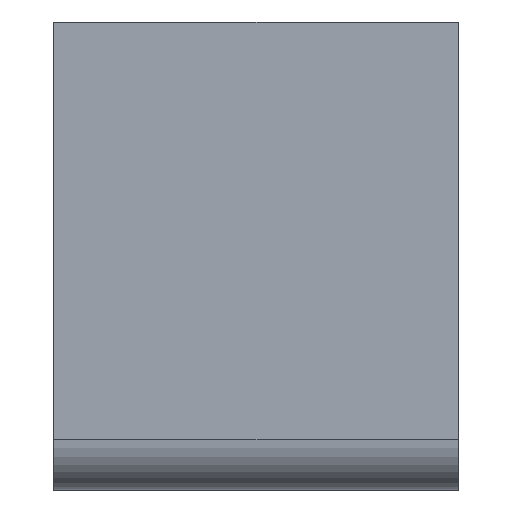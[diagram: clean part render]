
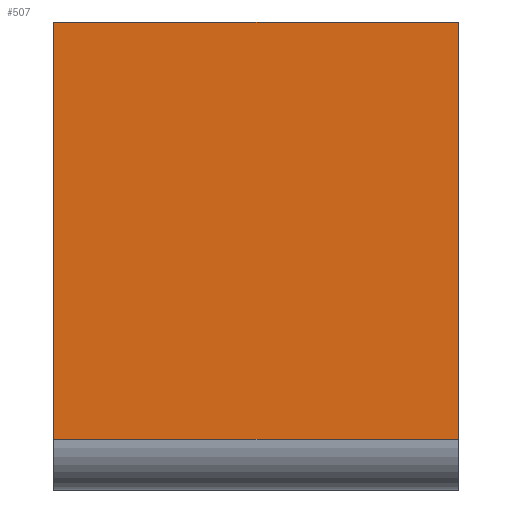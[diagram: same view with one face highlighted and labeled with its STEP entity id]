
A CAD part, left-side view. The second image highlights one B-rep face of the part: STEP entity #507.
In plain terms, the highlighted planar face has unit normal (-1, 0, 0).
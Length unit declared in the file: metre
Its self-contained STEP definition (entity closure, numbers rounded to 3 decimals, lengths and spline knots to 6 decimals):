
#131=ORIENTED_EDGE('',*,*,#242,.F.);
#132=ORIENTED_EDGE('',*,*,#257,.T.);
#133=ORIENTED_EDGE('',*,*,#236,.T.);
#134=ORIENTED_EDGE('',*,*,#258,.F.);
#236=EDGE_CURVE('',#304,#303,#347,.T.);
#242=EDGE_CURVE('',#308,#309,#350,.T.);
#257=EDGE_CURVE('',#308,#304,#360,.T.);
#258=EDGE_CURVE('',#309,#303,#361,.T.);
#303=VERTEX_POINT('',#896);
#304=VERTEX_POINT('',#898);
#308=VERTEX_POINT('',#908);
#309=VERTEX_POINT('',#910);
#347=LINE('',#897,#400);
#350=LINE('',#909,#403);
#360=LINE('',#937,#413);
#361=LINE('',#938,#414);
#400=VECTOR('',#642,1.);
#403=VECTOR('',#653,1.);
#413=VECTOR('',#677,1.);
#414=VECTOR('',#678,1.);
#437=EDGE_LOOP('',(#131,#132,#133,#134));
#464=FACE_BOUND('',#437,.T.);
#487=PLANE('',#563);
#507=ADVANCED_FACE('',(#464),#487,.F.);
#563=AXIS2_PLACEMENT_3D('',#936,#675,#676);
#642=DIRECTION('',(0.,0.,1.));
#653=DIRECTION('',(0.,0.,1.));
#675=DIRECTION('',(1.,0.,0.));
#676=DIRECTION('',(0.,0.,-1.));
#677=DIRECTION('',(0.,-1.,0.));
#678=DIRECTION('',(0.,-1.,0.));
#896=CARTESIAN_POINT('',(-0.01965,-0.008,0.01705));
#897=CARTESIAN_POINT('',(-0.01965,-0.008,0.012425));
#898=CARTESIAN_POINT('',(-0.01965,-0.008,0.0088));
#908=CARTESIAN_POINT('',(-0.01965,0.,0.0088));
#909=CARTESIAN_POINT('',(-0.01965,0.,0.012425));
#910=CARTESIAN_POINT('',(-0.01965,0.,0.01705));
#936=CARTESIAN_POINT('',(-0.01965,0.000002,0.012425));
#937=CARTESIAN_POINT('',(-0.01965,0.000002,0.0088));
#938=CARTESIAN_POINT('',(-0.01965,0.000002,0.01705));
